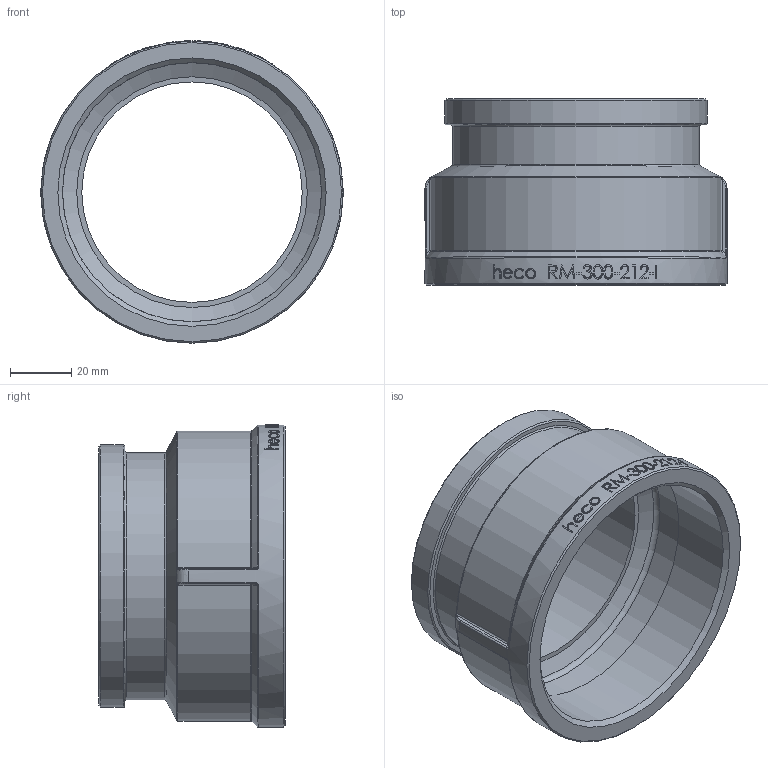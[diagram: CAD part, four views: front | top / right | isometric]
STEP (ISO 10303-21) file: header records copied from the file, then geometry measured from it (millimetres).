
FILE_DESCRIPTION (( 'STEP AP214' ), '1' );
FILE_NAME ('heco_RM-300-212-I.STEP', '2015-10-26T15:06:43', ( 'test' ), ( '' ), 'SwSTEP 2.0', 'SolidWorks 2011', '' );
FILE_SCHEMA (( 'AUTOMOTIVE_DESIGN' ));
Length unit declared in the file: millimetre
Products named in the file (1): heco_RM-300-212-I
Bounding box: 99 x 61 x 99.1 mm (x, y, z)
Volume: 89889 mm3; surface area: 39464.2 mm2
Topology: 1 solids, 1 shells, 243 faces, 613 edges, 396 vertices
Faces by surface type: bspline 119, plane 64, cylinder 37, torus 11, cone 8, sphere 4
Full cylindrical faces by diameter (mm): 72.226 x1, 81 x1, 84.926 x1, 86 x1, 87 x1, 99 x1
Entity records: 24305 total; most frequent: CARTESIAN_POINT 18811, ORIENTED_EDGE 1178, EDGE_CURVE 589, DIRECTION 565, VERTEX_POINT 389, B_SPLINE_CURVE_WITH_KNOTS 385, EDGE_LOOP 286, FACE_OUTER_BOUND 254
